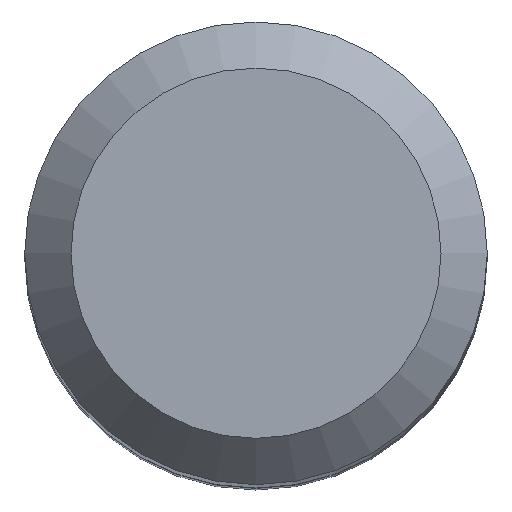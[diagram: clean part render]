
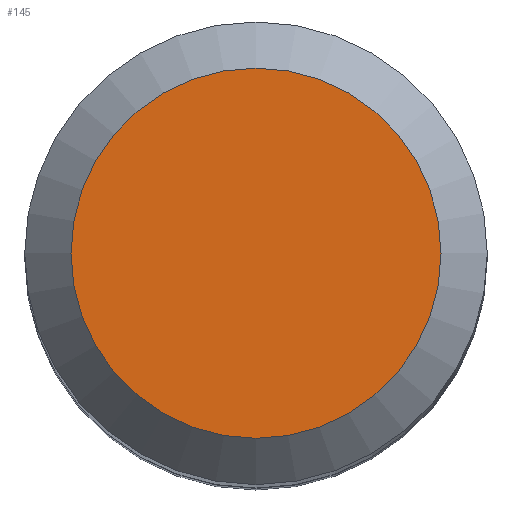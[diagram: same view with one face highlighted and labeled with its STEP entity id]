
A CAD part, top view. The second image highlights one B-rep face of the part: STEP entity #145.
In plain terms, the highlighted planar face has unit normal (0, 0, 1).
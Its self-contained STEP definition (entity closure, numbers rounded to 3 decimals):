
#33 = EDGE_LOOP ( 'NONE', ( #134 ) ) ;
#37 = DIRECTION ( 'NONE',  ( 0., 0., -1. ) ) ;
#67 = FACE_OUTER_BOUND ( 'NONE', #33, .T. ) ;
#78 = AXIS2_PLACEMENT_3D ( 'NONE', #240, #37, #261 ) ;
#80 = CARTESIAN_POINT ( 'NONE',  ( 0., 4.8, 83. ) ) ;
#134 = ORIENTED_EDGE ( 'NONE', *, *, #241, .F. ) ;
#145 = ADVANCED_FACE ( 'NONE', ( #67 ), #173, .F. ) ;
#146 = DIRECTION ( 'NONE',  ( 0., 1., 0. ) ) ;
#163 = CARTESIAN_POINT ( 'NONE',  ( 0., 0., 83. ) ) ;
#172 = CIRCLE ( 'NONE', #78, 4.8 ) ;
#173 = PLANE ( 'NONE',  #234 ) ;
#197 = VERTEX_POINT ( 'NONE', #80 ) ;
#234 = AXIS2_PLACEMENT_3D ( 'NONE', #163, #247, #146 ) ;
#240 = CARTESIAN_POINT ( 'NONE',  ( 0., 0., 83. ) ) ;
#241 = EDGE_CURVE ( 'NONE', #197, #197, #172, .T. ) ;
#247 = DIRECTION ( 'NONE',  ( 0., 0., -1. ) ) ;
#261 = DIRECTION ( 'NONE',  ( 0., 1., 0. ) ) ;
